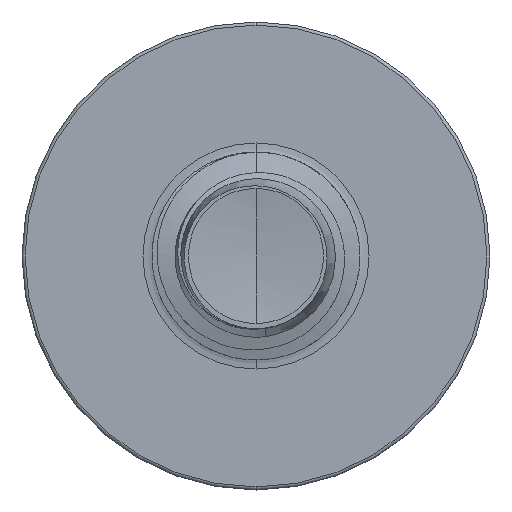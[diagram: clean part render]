
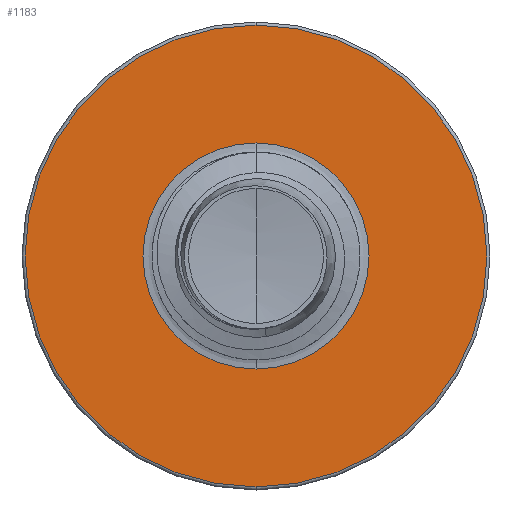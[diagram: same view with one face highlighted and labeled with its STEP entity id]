
A CAD part, front view. The second image highlights one B-rep face of the part: STEP entity #1183.
In plain terms, the highlighted planar face has unit normal (0, -1, 0).
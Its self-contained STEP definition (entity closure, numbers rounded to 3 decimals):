
#200 = DIRECTION ( 'NONE',  ( 0., 0., 1. ) ) ;
#1018 = CIRCLE ( 'NONE', #14780, 4.44 ) ;
#1183 = ADVANCED_FACE ( 'NONE', ( #15985, #9005 ), #2853, .F. ) ;
#1876 = AXIS2_PLACEMENT_3D ( 'NONE', #5537, #15269, #6918 ) ;
#2318 = CARTESIAN_POINT ( 'NONE',  ( 0., 6.5, -2.174 ) ) ;
#2518 = ORIENTED_EDGE ( 'NONE', *, *, #6450, .T. ) ;
#2773 = ORIENTED_EDGE ( 'NONE', *, *, #5186, .F. ) ;
#2853 = PLANE ( 'NONE',  #3590 ) ;
#3590 = AXIS2_PLACEMENT_3D ( 'NONE', #2318, #14179, #16661 ) ;
#3996 = CARTESIAN_POINT ( 'NONE',  ( 0., 6.5, -4.44 ) ) ;
#4196 = CIRCLE ( 'NONE', #12241, 2.174 ) ;
#4438 = VERTEX_POINT ( 'NONE', #16356 ) ;
#4562 = VERTEX_POINT ( 'NONE', #3996 ) ;
#5186 = EDGE_CURVE ( 'NONE', #4562, #13645, #7037, .T. ) ;
#5211 = ORIENTED_EDGE ( 'NONE', *, *, #8768, .F. ) ;
#5331 = AXIS2_PLACEMENT_3D ( 'NONE', #5697, #15422, #7078 ) ;
#5530 = CARTESIAN_POINT ( 'NONE',  ( 0., 6.5, 4.44 ) ) ;
#5537 = CARTESIAN_POINT ( 'NONE',  ( 0., 6.5, 0. ) ) ;
#5697 = CARTESIAN_POINT ( 'NONE',  ( 0., 6.5, 0. ) ) ;
#6450 = EDGE_CURVE ( 'NONE', #4438, #11309, #13366, .T. ) ;
#6836 = CARTESIAN_POINT ( 'NONE',  ( 0., 6.5, 0. ) ) ;
#6918 = DIRECTION ( 'NONE',  ( 0., 0., 1. ) ) ;
#7022 = ORIENTED_EDGE ( 'NONE', *, *, #17152, .T. ) ;
#7037 = CIRCLE ( 'NONE', #5331, 4.44 ) ;
#7078 = DIRECTION ( 'NONE',  ( 0., 0., 1. ) ) ;
#8215 = DIRECTION ( 'NONE',  ( 0., 0., 1. ) ) ;
#8395 = DIRECTION ( 'NONE',  ( 0., 1., 0. ) ) ;
#8768 = EDGE_CURVE ( 'NONE', #13645, #4562, #1018, .T. ) ;
#9005 = FACE_BOUND ( 'NONE', #11005, .T. ) ;
#11005 = EDGE_LOOP ( 'NONE', ( #2518, #7022 ) ) ;
#11309 = VERTEX_POINT ( 'NONE', #17534 ) ;
#12241 = AXIS2_PLACEMENT_3D ( 'NONE', #16736, #8395, #200 ) ;
#13366 = CIRCLE ( 'NONE', #1876, 2.174 ) ;
#13645 = VERTEX_POINT ( 'NONE', #5530 ) ;
#14179 = DIRECTION ( 'NONE',  ( 0., 1., 0. ) ) ;
#14780 = AXIS2_PLACEMENT_3D ( 'NONE', #6836, #16554, #8215 ) ;
#14913 = EDGE_LOOP ( 'NONE', ( #5211, #2773 ) ) ;
#15269 = DIRECTION ( 'NONE',  ( 0., 1., 0. ) ) ;
#15422 = DIRECTION ( 'NONE',  ( 0., 1., 0. ) ) ;
#15985 = FACE_OUTER_BOUND ( 'NONE', #14913, .T. ) ;
#16356 = CARTESIAN_POINT ( 'NONE',  ( 0., 6.5, 2.174 ) ) ;
#16554 = DIRECTION ( 'NONE',  ( 0., 1., 0. ) ) ;
#16661 = DIRECTION ( 'NONE',  ( 0., 0., 1. ) ) ;
#16736 = CARTESIAN_POINT ( 'NONE',  ( 0., 6.5, 0. ) ) ;
#17152 = EDGE_CURVE ( 'NONE', #11309, #4438, #4196, .T. ) ;
#17534 = CARTESIAN_POINT ( 'NONE',  ( 0., 6.5, -2.174 ) ) ;
